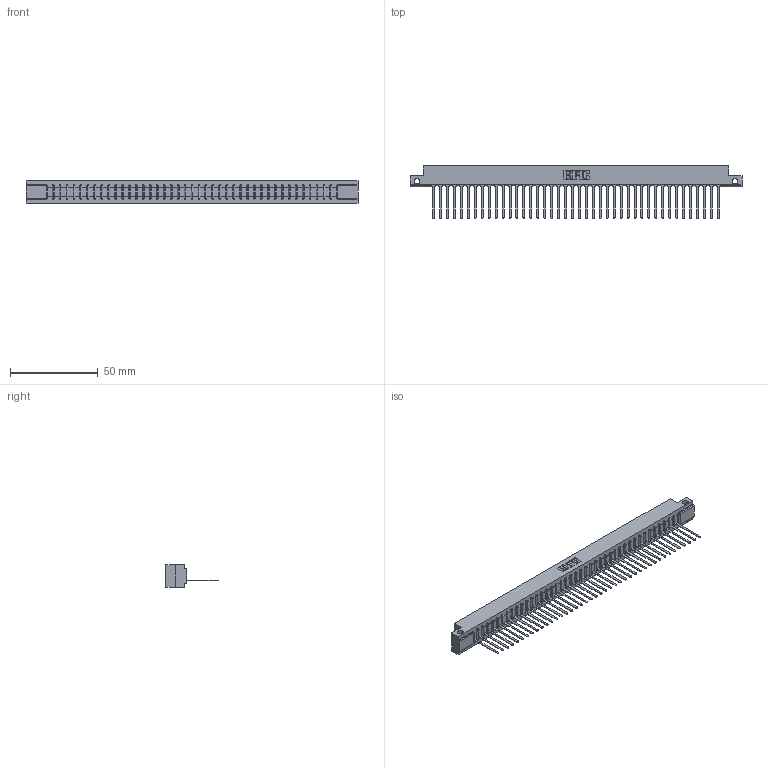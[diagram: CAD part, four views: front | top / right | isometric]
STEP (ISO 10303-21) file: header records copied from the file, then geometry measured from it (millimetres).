
FILE_DESCRIPTION (( 'STEP AP203' ), '1' );
FILE_NAME ('357-042-445-112.STEP', '2020-10-03T09:55:10', ( '' ), ( '' ), 'SwSTEP 2.0', 'SolidWorks 2020', '' );
FILE_SCHEMA (( 'CONFIG_CONTROL_DESIGN' ));
Length unit declared in the file: inch
Products named in the file (3): 307 Part_.128 Dia Side Mounting Holes; 357-042-445-112; 307-290-001_545
Assembly tree (43 placements, depth 2):
  357-042-445-112
    307 Part_.128 Dia Side Mounting Holes
    307-290-001_545  x42
Bounding box: 189.43 x 30 x 12.7 mm (x, y, z)
Volume: 19694.5 mm3; surface area: 21926.4 mm2
Topology: 43 solids, 43 shells, 2513 faces, 7127 edges, 4578 vertices
Faces by surface type: plane 1624, cylinder 803, sphere 86
Entity records: 35976 total; most frequent: CARTESIAN_POINT 6060, ORIENTED_EDGE 6046, DIRECTION 5893, EDGE_CURVE 3023, VECTOR 2319, LINE 2319, VERTEX_POINT 1954, AXIS2_PLACEMENT_3D 1787
